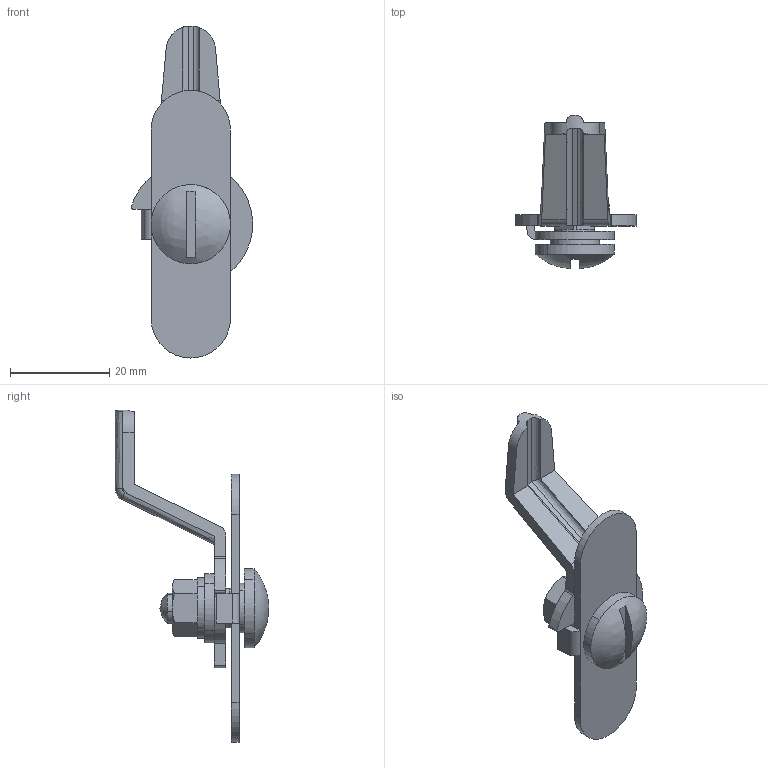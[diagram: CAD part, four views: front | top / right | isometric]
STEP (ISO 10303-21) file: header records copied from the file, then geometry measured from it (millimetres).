
FILE_DESCRIPTION((''),'2;1');
FILE_NAME('','2006-01-16T16:03:27',(''),(''),'','CADfix','');
FILE_SCHEMA(('AUTOMOTIVE_DESIGN'));
Length unit declared in the file: millimetre
Products named in the file (6): washer; nut; knob; cam; base; TL_94_003_687_36
Assembly tree (5 placements, depth 2):
  TL_94_003_687_36
    washer
    nut
    knob
    cam
    base
Bounding box: 24.45 x 30.94 x 67 mm (x, y, z)
Volume: 5043.4 mm3; surface area: 5761.9 mm2
Topology: 5 solids, 5 shells, 116 faces, 356 edges, 255 vertices
Faces by surface type: bspline 116
Entity records: 5446 total; most frequent: CARTESIAN_POINT 3169, ORIENTED_EDGE 712, EDGE_CURVE 356, VERTEX_POINT 255, B_SPLINE_CURVE_WITH_KNOTS 197, QUASI_UNIFORM_CURVE 155, EDGE_LOOP 129, FACE_OUTER_BOUND 116
